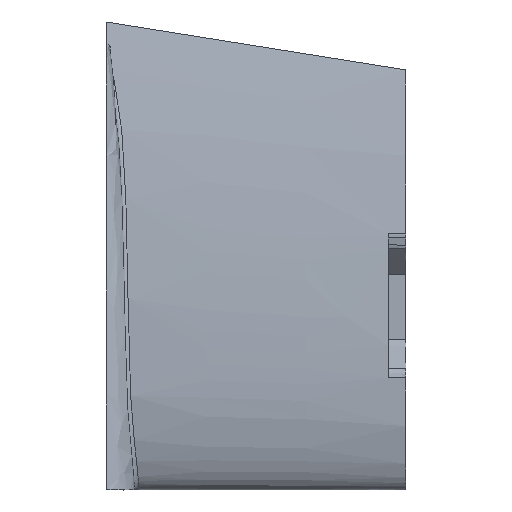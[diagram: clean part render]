
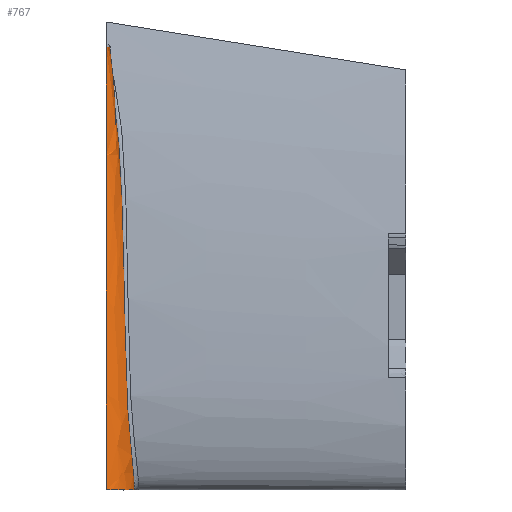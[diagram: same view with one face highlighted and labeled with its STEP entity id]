
A CAD part, top view. The second image highlights one B-rep face of the part: STEP entity #767.
In plain terms, the highlighted free-form (B-spline) face has degree [3, 3] with [7, 4] control points.
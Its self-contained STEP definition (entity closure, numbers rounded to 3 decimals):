
#36=CIRCLE('',#813,19.);
#90=FACE_OUTER_BOUND('',#133,.T.);
#133=EDGE_LOOP('',(#705,#706,#707,#708,#709));
#264=B_SPLINE_CURVE_WITH_KNOTS('',3,(#1728,#1729,#1730,#1731,#1732),
 .UNSPECIFIED.,.F.,.F.,(4,1,4),(-0.909,-0.423,-0.059),
 .UNSPECIFIED.);
#267=B_SPLINE_CURVE_WITH_KNOTS('',3,(#1752,#1753,#1754,#1755,#1756,#1757,
#1758,#1759,#1760,#1761,#1762,#1763,#1764),.UNSPECIFIED.,.F.,.F.,(4,3,3,
3,4),(-2.606,-2.265,-2.122,-1.979,
-1.878),.UNSPECIFIED.);
#272=B_SPLINE_CURVE_WITH_KNOTS('',3,(#1847,#1848,#1849,#1850,#1851,#1852,
#1853,#1854),.UNSPECIFIED.,.F.,.F.,(4,2,2,4),(-20.415,-20.161,
-15.035,0.),.UNSPECIFIED.);
#277=B_SPLINE_CURVE_WITH_KNOTS('',3,(#2132,#2133,#2134,#2135,#2136,#2137,
#2138,#2139,#2140,#2141,#2142,#2143,#2144,#2145,#2146,#2147,#2148,#2149,
#2150,#2151),.UNSPECIFIED.,.F.,.F.,(4,1,1,1,1,1,1,1,1,1,1,1,1,1,1,1,1,4),
(0.246,0.624,1.379,2.89,
5.913,8.935,11.957,12.964,13.971,
14.979,15.986,16.993,18.001,18.756,
19.512,19.889,20.267,20.57),
 .UNSPECIFIED.);
#343=VERTEX_POINT('',#1714);
#344=VERTEX_POINT('',#1727);
#346=VERTEX_POINT('',#1751);
#353=VERTEX_POINT('',#1845);
#358=VERTEX_POINT('',#2117);
#443=EDGE_CURVE('',#343,#344,#264,.T.);
#447=EDGE_CURVE('',#346,#344,#267,.T.);
#457=EDGE_CURVE('',#343,#353,#272,.T.);
#466=EDGE_CURVE('',#346,#358,#277,.T.);
#479=EDGE_CURVE('',#353,#358,#36,.T.);
#705=ORIENTED_EDGE('',*,*,#443,.F.);
#706=ORIENTED_EDGE('',*,*,#457,.T.);
#707=ORIENTED_EDGE('',*,*,#479,.T.);
#708=ORIENTED_EDGE('',*,*,#466,.F.);
#709=ORIENTED_EDGE('',*,*,#447,.T.);
#730=B_SPLINE_SURFACE_WITH_KNOTS('',3,3,((#2312,#2313,#2314,#2315),(#2316,
#2317,#2318,#2319),(#2320,#2321,#2322,#2323),(#2324,#2325,#2326,#2327),
(#2328,#2329,#2330,#2331),(#2332,#2333,#2334,#2335),(#2336,#2337,#2338,
#2339)),.UNSPECIFIED.,.F.,.F.,.F.,(4,1,1,1,4),(4,4),(0.301,
0.347,0.439,0.531,0.624),
(0.,0.771),.UNSPECIFIED.);
#767=ADVANCED_FACE('',(#90),#730,.T.);
#813=AXIS2_PLACEMENT_3D('',#2311,#921,#922);
#921=DIRECTION('center_axis',(0.,1.,0.));
#922=DIRECTION('ref_axis',(1.,0.,0.));
#1714=CARTESIAN_POINT('',(141.,155.644,8.87));
#1727=CARTESIAN_POINT('',(141.,155.644,-0.87));
#1728=CARTESIAN_POINT('Ctrl Pts',(141.,155.644,8.87));
#1729=CARTESIAN_POINT('Ctrl Pts',(142.265,155.644,7.312));
#1730=CARTESIAN_POINT('Ctrl Pts',(143.345,155.644,3.693));
#1731=CARTESIAN_POINT('Ctrl Pts',(141.949,155.644,0.299));
#1732=CARTESIAN_POINT('Ctrl Pts',(141.,155.644,-0.87));
#1751=CARTESIAN_POINT('',(141.,148.563,-1.891));
#1752=CARTESIAN_POINT('Ctrl Pts',(141.,148.563,-1.891));
#1753=CARTESIAN_POINT('Ctrl Pts',(141.,149.688,-1.738));
#1754=CARTESIAN_POINT('Ctrl Pts',(141.,150.794,-1.584));
#1755=CARTESIAN_POINT('Ctrl Pts',(141.,151.878,-1.428));
#1756=CARTESIAN_POINT('Ctrl Pts',(141.,152.332,-1.363));
#1757=CARTESIAN_POINT('Ctrl Pts',(141.,152.783,-1.298));
#1758=CARTESIAN_POINT('Ctrl Pts',(141.,153.229,-1.232));
#1759=CARTESIAN_POINT('Ctrl Pts',(141.,153.677,-1.166));
#1760=CARTESIAN_POINT('Ctrl Pts',(141.,154.14,-1.098));
#1761=CARTESIAN_POINT('Ctrl Pts',(141.,154.617,-1.026));
#1762=CARTESIAN_POINT('Ctrl Pts',(141.,154.954,-0.975));
#1763=CARTESIAN_POINT('Ctrl Pts',(140.999,155.296,-0.923));
#1764=CARTESIAN_POINT('Ctrl Pts',(140.999,155.644,-0.869));
#1845=CARTESIAN_POINT('',(141.,-50.,22.028));
#1847=CARTESIAN_POINT('Ctrl Pts',(141.,155.644,8.87));
#1848=CARTESIAN_POINT('Ctrl Pts',(141.,154.804,8.999));
#1849=CARTESIAN_POINT('Ctrl Pts',(141.,153.994,9.12));
#1850=CARTESIAN_POINT('Ctrl Pts',(141.,137.819,11.493));
#1851=CARTESIAN_POINT('Ctrl Pts',(141.,117.9,13.529));
#1852=CARTESIAN_POINT('Ctrl Pts',(141.,53.986,19.26));
#1853=CARTESIAN_POINT('Ctrl Pts',(141.,0.117,22.028));
#1854=CARTESIAN_POINT('Ctrl Pts',(141.,-50.,22.028));
#2117=CARTESIAN_POINT('',(153.995,-50.,3.571));
#2132=CARTESIAN_POINT('Ctrl Pts',(141.004,148.564,-1.891));
#2133=CARTESIAN_POINT('Ctrl Pts',(141.348,147.402,-1.699));
#2134=CARTESIAN_POINT('Ctrl Pts',(142.285,143.867,-1.109));
#2135=CARTESIAN_POINT('Ctrl Pts',(144.033,135.471,0.312));
#2136=CARTESIAN_POINT('Ctrl Pts',(146.385,118.391,3.208));
#2137=CARTESIAN_POINT('Ctrl Pts',(148.005,93.642,7.011));
#2138=CARTESIAN_POINT('Ctrl Pts',(148.894,63.692,10.471));
#2139=CARTESIAN_POINT('Ctrl Pts',(149.334,40.295,12.328));
#2140=CARTESIAN_POINT('Ctrl Pts',(149.732,23.547,13.147));
#2141=CARTESIAN_POINT('Ctrl Pts',(150.004,13.494,13.483));
#2142=CARTESIAN_POINT('Ctrl Pts',(150.222,3.439,13.801));
#2143=CARTESIAN_POINT('Ctrl Pts',(150.551,-6.623,13.848));
#2144=CARTESIAN_POINT('Ctrl Pts',(151.2,-16.645,13.259));
#2145=CARTESIAN_POINT('Ctrl Pts',(152.017,-25.74,12.081));
#2146=CARTESIAN_POINT('Ctrl Pts',(152.803,-33.89,10.481));
#2147=CARTESIAN_POINT('Ctrl Pts',(153.36,-39.887,8.885));
#2148=CARTESIAN_POINT('Ctrl Pts',(153.745,-44.541,7.166));
#2149=CARTESIAN_POINT('Ctrl Pts',(153.955,-47.616,5.62));
#2150=CARTESIAN_POINT('Ctrl Pts',(154.012,-49.345,4.264));
#2151=CARTESIAN_POINT('Ctrl Pts',(153.995,-50.,3.571));
#2311=CARTESIAN_POINT('Origin',(135.,-50.,4.));
#2312=CARTESIAN_POINT('Ctrl Pts',(141.,-50.,22.028));
#2313=CARTESIAN_POINT('Ctrl Pts',(141.,36.781,22.028));
#2314=CARTESIAN_POINT('Ctrl Pts',(138.557,119.1,14.688));
#2315=CARTESIAN_POINT('Ctrl Pts',(137.44,155.644,11.332));
#2316=CARTESIAN_POINT('Ctrl Pts',(142.739,-50.,21.449));
#2317=CARTESIAN_POINT('Ctrl Pts',(142.739,36.781,21.449));
#2318=CARTESIAN_POINT('Ctrl Pts',(139.588,119.1,14.344));
#2319=CARTESIAN_POINT('Ctrl Pts',(138.148,155.644,11.097));
#2320=CARTESIAN_POINT('Ctrl Pts',(147.711,-50.,18.963));
#2321=CARTESIAN_POINT('Ctrl Pts',(147.711,36.781,18.963));
#2322=CARTESIAN_POINT('Ctrl Pts',(142.536,119.1,12.872));
#2323=CARTESIAN_POINT('Ctrl Pts',(140.17,155.644,10.086));
#2324=CARTESIAN_POINT('Ctrl Pts',(153.651,-50.,11.482));
#2325=CARTESIAN_POINT('Ctrl Pts',(153.651,36.781,11.482));
#2326=CARTESIAN_POINT('Ctrl Pts',(146.057,119.1,8.435));
#2327=CARTESIAN_POINT('Ctrl Pts',(142.586,155.644,7.043));
#2328=CARTESIAN_POINT('Ctrl Pts',(154.7,-50.,0.059));
#2329=CARTESIAN_POINT('Ctrl Pts',(154.7,36.781,0.059));
#2330=CARTESIAN_POINT('Ctrl Pts',(146.68,119.1,1.664));
#2331=CARTESIAN_POINT('Ctrl Pts',(143.012,155.644,2.397));
#2332=CARTESIAN_POINT('Ctrl Pts',(151.126,-50.,-6.696));
#2333=CARTESIAN_POINT('Ctrl Pts',(151.126,36.781,-6.696));
#2334=CARTESIAN_POINT('Ctrl Pts',(144.561,119.1,-2.343));
#2335=CARTESIAN_POINT('Ctrl Pts',(141.559,155.644,-0.35));
#2336=CARTESIAN_POINT('Ctrl Pts',(148.557,-50.,-9.312));
#2337=CARTESIAN_POINT('Ctrl Pts',(148.557,36.781,-9.312));
#2338=CARTESIAN_POINT('Ctrl Pts',(143.038,119.1,-3.892));
#2339=CARTESIAN_POINT('Ctrl Pts',(140.514,155.644,-1.414));
